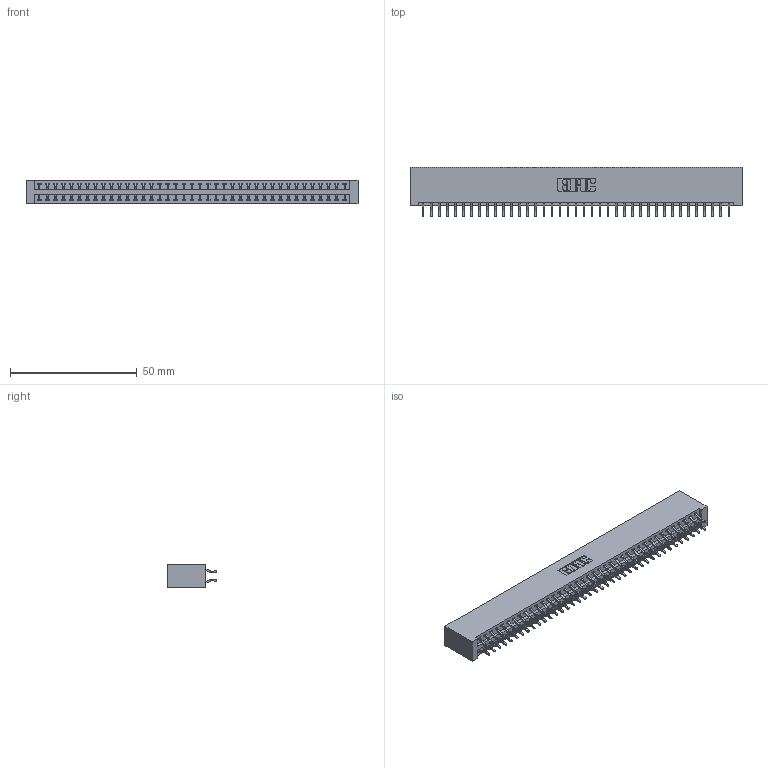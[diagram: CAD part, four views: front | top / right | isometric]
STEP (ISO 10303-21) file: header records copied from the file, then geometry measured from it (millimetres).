
FILE_DESCRIPTION (( 'STEP AP203' ), '1' );
FILE_NAME ('346-078-556-201.STEP', '2022-05-25T14:28:15', ( '' ), ( '' ), 'SwSTEP 2.0', 'SolidWorks 2020', '' );
FILE_SCHEMA (( 'CONFIG_CONTROL_DESIGN' ));
Length unit declared in the file: inch
Products named in the file (3): 346 Part_No Mounting Lugs; 345-292-001_556 Tail; 346-078-556-201
Assembly tree (79 placements, depth 2):
  346-078-556-201
    346 Part_No Mounting Lugs
    345-292-001_556 Tail  x78
Bounding box: 131.06 x 19.57 x 9.4 mm (x, y, z)
Volume: 13327.3 mm3; surface area: 18362.8 mm2
Topology: 79 solids, 79 shells, 4638 faces, 13799 edges, 9094 vertices
Faces by surface type: plane 3114, cylinder 1524
Entity records: 25799 total; most frequent: CARTESIAN_POINT 4268, ORIENTED_EDGE 4190, DIRECTION 3795, EDGE_CURVE 2095, VECTOR 1807, LINE 1807, VERTEX_POINT 1394, AXIS2_PLACEMENT_3D 994
